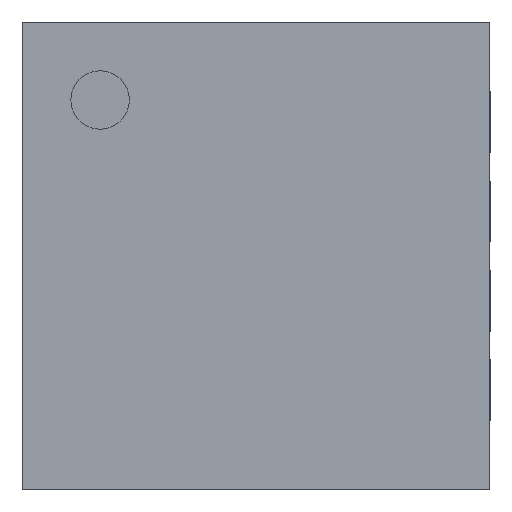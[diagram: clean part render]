
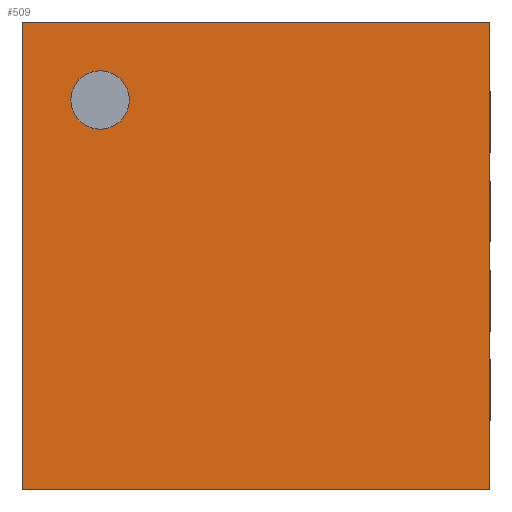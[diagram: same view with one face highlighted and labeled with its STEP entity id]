
A CAD part, top view. The second image highlights one B-rep face of the part: STEP entity #509.
In plain terms, the highlighted planar face has unit normal (0, 0, 1).
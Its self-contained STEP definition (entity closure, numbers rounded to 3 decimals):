
#77=FACE_BOUND('',#229,.T.);
#83=LINE('',#823,#139);
#86=LINE('',#828,#142);
#88=LINE('',#832,#144);
#89=LINE('',#834,#145);
#139=VECTOR('',#659,1.);
#142=VECTOR('',#664,1.);
#144=VECTOR('',#668,1.);
#145=VECTOR('',#671,1.);
#198=FACE_OUTER_BOUND('',#228,.T.);
#228=EDGE_LOOP('',(#370,#371,#372,#373));
#229=EDGE_LOOP('',(#374));
#255=CIRCLE('',#593,0.213);
#262=VERTEX_POINT('',#820);
#263=VERTEX_POINT('',#822);
#264=VERTEX_POINT('',#826);
#265=VERTEX_POINT('',#830);
#266=VERTEX_POINT('',#835);
#300=EDGE_CURVE('',#262,#263,#83,.T.);
#303=EDGE_CURVE('',#264,#262,#86,.T.);
#305=EDGE_CURVE('',#264,#265,#88,.T.);
#306=EDGE_CURVE('',#265,#263,#89,.T.);
#307=EDGE_CURVE('',#266,#266,#255,.T.);
#370=ORIENTED_EDGE('',*,*,#303,.F.);
#371=ORIENTED_EDGE('',*,*,#305,.T.);
#372=ORIENTED_EDGE('',*,*,#306,.T.);
#373=ORIENTED_EDGE('',*,*,#300,.F.);
#374=ORIENTED_EDGE('',*,*,#307,.F.);
#475=PLANE('',#592);
#509=ADVANCED_FACE('',(#198,#77),#475,.T.);
#592=AXIS2_PLACEMENT_3D('',#833,#669,#670);
#593=AXIS2_PLACEMENT_3D('',#836,#672,#673);
#659=DIRECTION('',(1.,0.,0.));
#664=DIRECTION('',(0.,1.,0.));
#668=DIRECTION('',(1.,0.,0.));
#669=DIRECTION('center_axis',(0.,0.,1.));
#670=DIRECTION('ref_axis',(1.,0.,0.));
#671=DIRECTION('',(0.,1.,0.));
#672=DIRECTION('center_axis',(0.,0.,1.));
#673=DIRECTION('ref_axis',(1.,0.,0.));
#820=CARTESIAN_POINT('',(0.,3.4,1.));
#822=CARTESIAN_POINT('',(3.4,3.4,1.));
#823=CARTESIAN_POINT('',(0.,3.4,1.));
#826=CARTESIAN_POINT('',(0.,0.,1.));
#828=CARTESIAN_POINT('',(0.,0.,1.));
#830=CARTESIAN_POINT('',(3.4,0.,1.));
#832=CARTESIAN_POINT('',(0.,0.,1.));
#833=CARTESIAN_POINT('Origin',(0.,0.,1.));
#834=CARTESIAN_POINT('',(3.4,0.,1.));
#835=CARTESIAN_POINT('',(0.354,2.833,1.));
#836=CARTESIAN_POINT('Origin',(0.567,2.833,1.));
